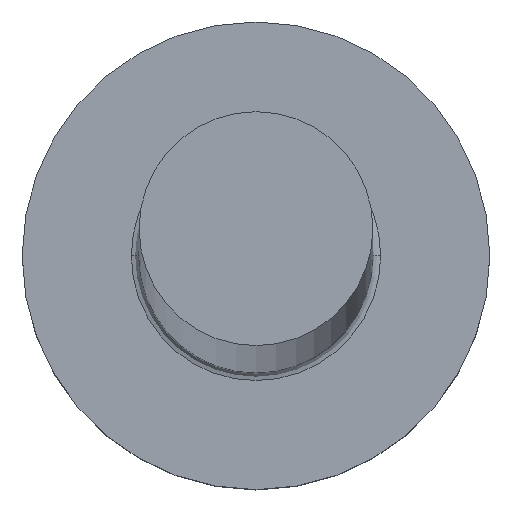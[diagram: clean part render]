
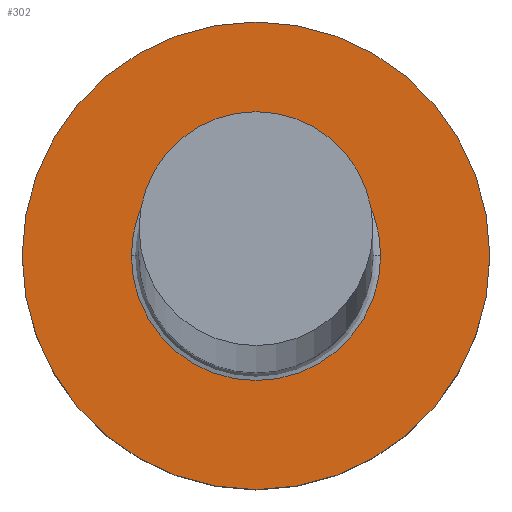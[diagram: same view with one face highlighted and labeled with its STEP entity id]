
A CAD part, top view. The second image highlights one B-rep face of the part: STEP entity #302.
In plain terms, the highlighted planar face has unit normal (0, 0, 1).
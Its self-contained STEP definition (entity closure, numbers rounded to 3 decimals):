
#5 = ORIENTED_EDGE ( 'NONE', *, *, #99, .T. ) ;
#21 = VERTEX_POINT ( 'NONE', #262 ) ;
#27 = DIRECTION ( 'NONE',  ( 0., 0., 1. ) ) ;
#45 = VERTEX_POINT ( 'NONE', #272 ) ;
#48 = DIRECTION ( 'NONE',  ( 1., 0., 0. ) ) ;
#51 = EDGE_LOOP ( 'NONE', ( #5, #146 ) ) ;
#57 = CARTESIAN_POINT ( 'NONE',  ( 0., 0., 5. ) ) ;
#67 = CIRCLE ( 'NONE', #159, 3.2 ) ;
#75 = EDGE_LOOP ( 'NONE', ( #241, #244 ) ) ;
#76 = DIRECTION ( 'NONE',  ( 0., 0., -1. ) ) ;
#84 = PLANE ( 'NONE',  #175 ) ;
#86 = DIRECTION ( 'NONE',  ( 1., 0., 0. ) ) ;
#99 = EDGE_CURVE ( 'NONE', #21, #45, #210, .T. ) ;
#101 = DIRECTION ( 'NONE',  ( 1., 0., 0. ) ) ;
#103 = CIRCLE ( 'NONE', #284, 6. ) ;
#105 = DIRECTION ( 'NONE',  ( 1., 0., 0. ) ) ;
#109 = EDGE_CURVE ( 'NONE', #45, #21, #67, .T. ) ;
#118 = EDGE_CURVE ( 'NONE', #153, #239, #103, .T. ) ;
#126 = DIRECTION ( 'NONE',  ( 0., 0., 1. ) ) ;
#133 = FACE_BOUND ( 'NONE', #51, .T. ) ;
#146 = ORIENTED_EDGE ( 'NONE', *, *, #109, .T. ) ;
#149 = CARTESIAN_POINT ( 'NONE',  ( 0., 0., 5. ) ) ;
#153 = VERTEX_POINT ( 'NONE', #183 ) ;
#154 = CARTESIAN_POINT ( 'NONE',  ( 0., 0., 5. ) ) ;
#158 = DIRECTION ( 'NONE',  ( 0., 0., 1. ) ) ;
#159 = AXIS2_PLACEMENT_3D ( 'NONE', #149, #76, #181 ) ;
#164 = CARTESIAN_POINT ( 'NONE',  ( -6., 0., 5. ) ) ;
#172 = CIRCLE ( 'NONE', #236, 6. ) ;
#173 = EDGE_CURVE ( 'NONE', #239, #153, #172, .T. ) ;
#175 = AXIS2_PLACEMENT_3D ( 'NONE', #154, #27, #86 ) ;
#181 = DIRECTION ( 'NONE',  ( 1., 0., 0. ) ) ;
#183 = CARTESIAN_POINT ( 'NONE',  ( 6., 0., 5. ) ) ;
#210 = CIRCLE ( 'NONE', #286, 3.2 ) ;
#230 = FACE_OUTER_BOUND ( 'NONE', #75, .T. ) ;
#236 = AXIS2_PLACEMENT_3D ( 'NONE', #57, #158, #48 ) ;
#239 = VERTEX_POINT ( 'NONE', #164 ) ;
#241 = ORIENTED_EDGE ( 'NONE', *, *, #173, .T. ) ;
#244 = ORIENTED_EDGE ( 'NONE', *, *, #118, .T. ) ;
#246 = DIRECTION ( 'NONE',  ( 0., 0., -1. ) ) ;
#262 = CARTESIAN_POINT ( 'NONE',  ( 3.2, 0., 5. ) ) ;
#272 = CARTESIAN_POINT ( 'NONE',  ( -3.2, 0., 5. ) ) ;
#284 = AXIS2_PLACEMENT_3D ( 'NONE', #297, #126, #105 ) ;
#286 = AXIS2_PLACEMENT_3D ( 'NONE', #291, #246, #101 ) ;
#291 = CARTESIAN_POINT ( 'NONE',  ( 0., 0., 5. ) ) ;
#297 = CARTESIAN_POINT ( 'NONE',  ( 0., 0., 5. ) ) ;
#302 = ADVANCED_FACE ( 'NONE', ( #133, #230 ), #84, .T. ) ;
